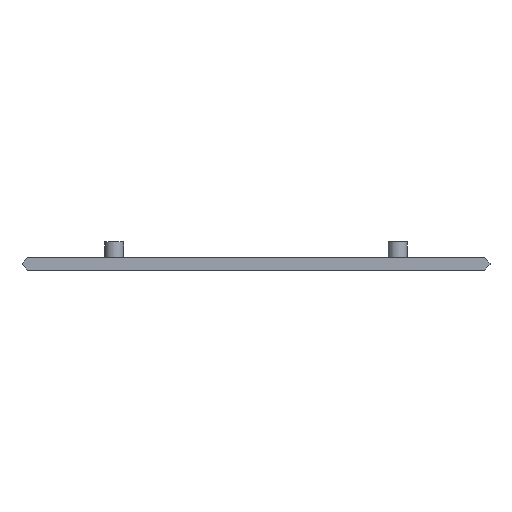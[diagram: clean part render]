
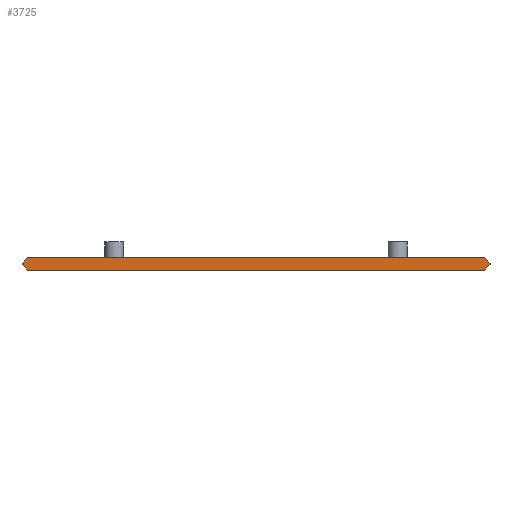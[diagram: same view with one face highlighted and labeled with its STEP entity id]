
A CAD part, front view. The second image highlights one B-rep face of the part: STEP entity #3725.
In plain terms, the highlighted planar face has unit normal (0, -1, 0).
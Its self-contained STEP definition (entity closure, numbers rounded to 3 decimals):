
#111=FACE_OUTER_BOUND('',#299,.T.);
#299=EDGE_LOOP('',(#2475,#2476,#2477,#2478,#2479,#2480,#2481,#2482));
#552=LINE('',#5075,#1067);
#553=LINE('',#5077,#1068);
#554=LINE('',#5079,#1069);
#555=LINE('',#5081,#1070);
#556=LINE('',#5083,#1071);
#557=LINE('',#5085,#1072);
#558=LINE('',#5087,#1073);
#559=LINE('',#5088,#1074);
#1067=VECTOR('',#4140,10.);
#1068=VECTOR('',#4141,10.);
#1069=VECTOR('',#4142,10.);
#1070=VECTOR('',#4143,10.);
#1071=VECTOR('',#4144,10.);
#1072=VECTOR('',#4145,10.);
#1073=VECTOR('',#4146,10.);
#1074=VECTOR('',#4147,10.);
#1582=VERTEX_POINT('',#5073);
#1583=VERTEX_POINT('',#5074);
#1584=VERTEX_POINT('',#5076);
#1585=VERTEX_POINT('',#5078);
#1586=VERTEX_POINT('',#5080);
#1587=VERTEX_POINT('',#5082);
#1588=VERTEX_POINT('',#5084);
#1589=VERTEX_POINT('',#5086);
#1939=EDGE_CURVE('',#1582,#1583,#552,.T.);
#1940=EDGE_CURVE('',#1584,#1582,#553,.T.);
#1941=EDGE_CURVE('',#1585,#1584,#554,.T.);
#1942=EDGE_CURVE('',#1586,#1585,#555,.T.);
#1943=EDGE_CURVE('',#1587,#1586,#556,.T.);
#1944=EDGE_CURVE('',#1588,#1587,#557,.T.);
#1945=EDGE_CURVE('',#1589,#1588,#558,.T.);
#1946=EDGE_CURVE('',#1583,#1589,#559,.T.);
#2475=ORIENTED_EDGE('',*,*,#1939,.F.);
#2476=ORIENTED_EDGE('',*,*,#1940,.F.);
#2477=ORIENTED_EDGE('',*,*,#1941,.F.);
#2478=ORIENTED_EDGE('',*,*,#1942,.F.);
#2479=ORIENTED_EDGE('',*,*,#1943,.F.);
#2480=ORIENTED_EDGE('',*,*,#1944,.F.);
#2481=ORIENTED_EDGE('',*,*,#1945,.F.);
#2482=ORIENTED_EDGE('',*,*,#1946,.F.);
#3547=PLANE('',#3927);
#3725=ADVANCED_FACE('',(#111),#3547,.F.);
#3927=AXIS2_PLACEMENT_3D('',#5072,#4138,#4139);
#4138=DIRECTION('center_axis',(0.,1.,0.));
#4139=DIRECTION('ref_axis',(0.,0.,1.));
#4140=DIRECTION('',(1.,0.,0.));
#4141=DIRECTION('',(0.707,0.,0.707));
#4142=DIRECTION('',(0.,0.,1.));
#4143=DIRECTION('',(-0.707,0.,0.707));
#4144=DIRECTION('',(-1.,0.,0.));
#4145=DIRECTION('',(-0.707,0.,-0.707));
#4146=DIRECTION('',(0.,0.,-1.));
#4147=DIRECTION('',(0.707,0.,-0.707));
#5072=CARTESIAN_POINT('Origin',(0.,-8.,0.));
#5073=CARTESIAN_POINT('',(-72.5,-8.,2.));
#5074=CARTESIAN_POINT('',(72.5,-8.,2.));
#5075=CARTESIAN_POINT('',(-36.25,-8.,2.));
#5076=CARTESIAN_POINT('',(-74.3,-8.,0.2));
#5077=CARTESIAN_POINT('',(-55.775,-8.,18.725));
#5078=CARTESIAN_POINT('',(-74.3,-8.,-0.2));
#5079=CARTESIAN_POINT('',(-74.3,-8.,-0.1));
#5080=CARTESIAN_POINT('',(-72.5,-8.,-2.));
#5081=CARTESIAN_POINT('',(-54.875,-8.,-19.625));
#5082=CARTESIAN_POINT('',(72.5,-8.,-2.));
#5083=CARTESIAN_POINT('',(36.25,-8.,-2.));
#5084=CARTESIAN_POINT('',(74.3,-8.,-0.2));
#5085=CARTESIAN_POINT('',(55.775,-8.,-18.725));
#5086=CARTESIAN_POINT('',(74.3,-8.,0.2));
#5087=CARTESIAN_POINT('',(74.3,-8.,0.1));
#5088=CARTESIAN_POINT('',(54.875,-8.,19.625));
